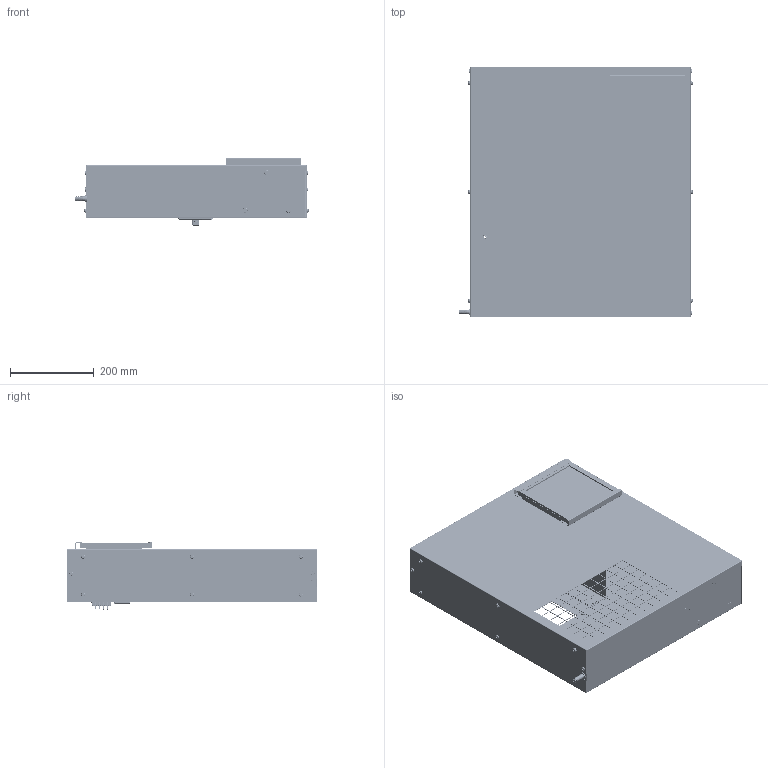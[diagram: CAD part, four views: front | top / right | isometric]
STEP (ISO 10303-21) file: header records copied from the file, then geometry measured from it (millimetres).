
FILE_DESCRIPTION (( 'STEP AP203' ), '1' );
FILE_NAME ('STEPB-KA4C2DSP23L.STEP', '2022-02-15T19:39:28', ( '' ), ( '' ), 'SwSTEP 2.0', 'SolidWorks 2019', '' );
FILE_SCHEMA (( 'CONFIG_CONTROL_DESIGN' ));
Products named in the file (1): STEPB-KA4C2DSP23L
Bounding box: 557.64 x 599.21 x 160.48 mm (x, y, z)
Volume: 1576916.1 mm3; surface area: 2195328.9 mm2
Topology: 84 solids, 84 shells, 8859 faces, 23228 edges, 14711 vertices
Faces by surface type: cylinder 3188, plane 2878, bspline 1432, cone 1181, torus 164, sphere 16
Entity records: 394535 total; most frequent: CARTESIAN_POINT 197725, ORIENTED_EDGE 46416, DIRECTION 35335, EDGE_CURVE 23208, VERTEX_POINT 14711, AXIS2_PLACEMENT_3D 12540, LINE 10255, VECTOR 10255
